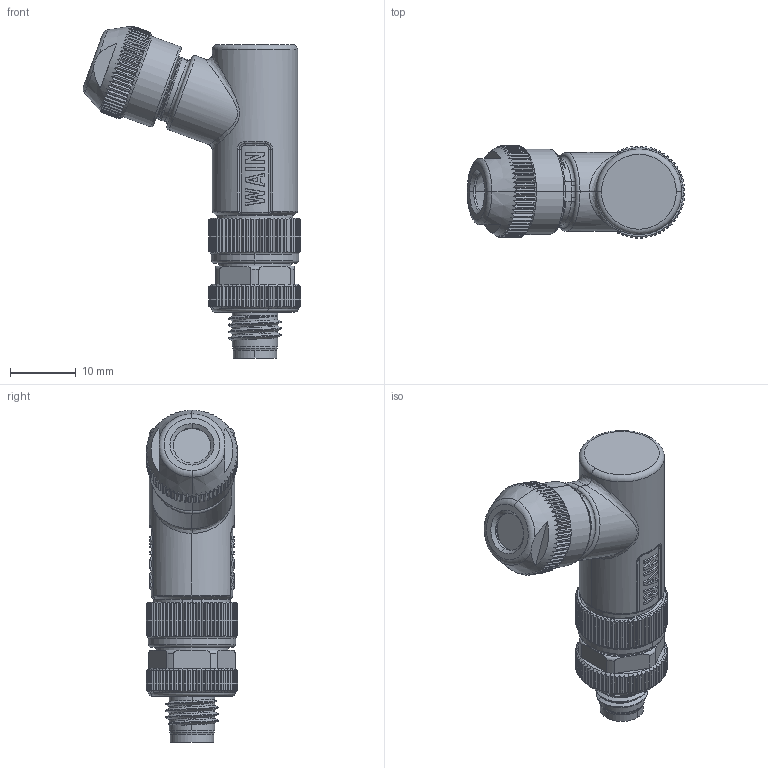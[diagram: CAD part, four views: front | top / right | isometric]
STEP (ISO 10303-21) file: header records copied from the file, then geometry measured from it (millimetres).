
FILE_DESCRIPTION((''),'2;1');
FILE_NAME('M8-M04-T-D5_5-SH_SW0001','2021-09-03T',('lian.chen'),(''),'PRO/ENGINEER BY PARAMETRIC TECHNOLOGY CORPORATION, 2012480','PRO/ENGINEER BY PARAMETRIC TECHNOLOGY CORPORATION, 2012480','');
FILE_SCHEMA(('CONFIG_CONTROL_DESIGN'));
Length unit declared in the file: millimetre
Products named in the file (1): M8-M04-T-D5_5-SH_SW0001
Bounding box: 33.15 x 13.99 x 50.54 mm (x, y, z)
Volume: 7777.7 mm3; surface area: 4137.1 mm2
Topology: 1 solids, 1 shells, 973 faces, 2778 edges, 1818 vertices
Faces by surface type: plane 444, cylinder 277, bspline 140, cone 80, torus 26, sphere 4, extrusion 2
Entity records: 41356 total; most frequent: CARTESIAN_POINT 18046, ORIENTED_EDGE 5556, DIRECTION 3961, EDGE_CURVE 2778, VERTEX_POINT 1818, AXIS2_PLACEMENT_3D 1504, B_SPLINE_CURVE_WITH_KNOTS 1156, EDGE_LOOP 998
